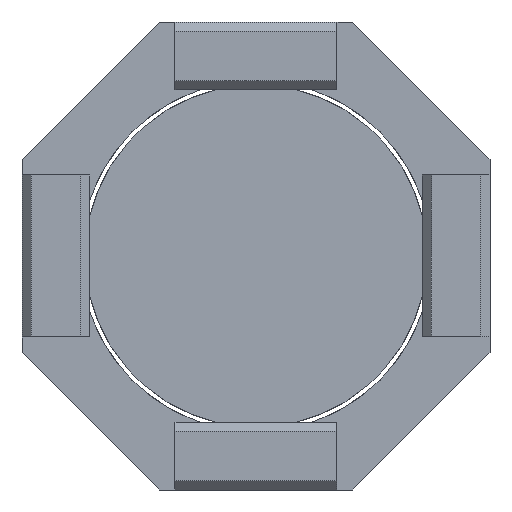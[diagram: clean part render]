
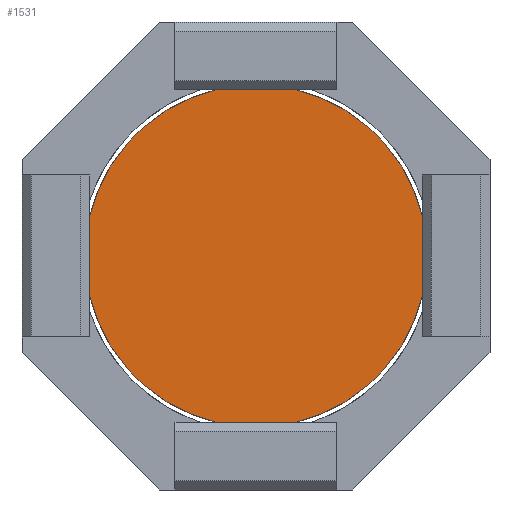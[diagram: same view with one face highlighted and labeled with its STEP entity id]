
A CAD part, front view. The second image highlights one B-rep face of the part: STEP entity #1531.
In plain terms, the highlighted planar face has unit normal (0, -1, 0).
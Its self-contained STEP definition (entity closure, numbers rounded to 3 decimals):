
#513=DIRECTION('',(0.,0.,-1.));
#514=VECTOR('',#513,0.866);
#515=CARTESIAN_POINT('',(1.85,-0.1,0.433));
#516=LINE('',#515,#514);
#517=CARTESIAN_POINT('',(0.,-0.1,0.));
#518=DIRECTION('',(0.,1.,0.));
#519=DIRECTION('',(0.974,0.,-0.228));
#520=AXIS2_PLACEMENT_3D('',#517,#518,#519);
#522=DIRECTION('',(-1.,0.,0.));
#523=VECTOR('',#522,0.866);
#524=CARTESIAN_POINT('',(0.433,-0.1,-1.85));
#525=LINE('',#524,#523);
#526=CARTESIAN_POINT('',(0.,-0.1,0.));
#527=DIRECTION('',(0.,1.,0.));
#528=DIRECTION('',(-0.228,0.,-0.974));
#529=AXIS2_PLACEMENT_3D('',#526,#527,#528);
#531=DIRECTION('',(0.,0.,1.));
#532=VECTOR('',#531,0.866);
#533=CARTESIAN_POINT('',(-1.85,-0.1,-0.433));
#534=LINE('',#533,#532);
#535=CARTESIAN_POINT('',(0.,-0.1,0.));
#536=DIRECTION('',(0.,1.,0.));
#537=DIRECTION('',(-0.974,0.,0.228));
#538=AXIS2_PLACEMENT_3D('',#535,#536,#537);
#540=DIRECTION('',(1.,0.,0.));
#541=VECTOR('',#540,0.866);
#542=CARTESIAN_POINT('',(-0.433,-0.1,1.85));
#543=LINE('',#542,#541);
#544=CARTESIAN_POINT('',(0.,-0.1,0.));
#545=DIRECTION('',(0.,1.,0.));
#546=DIRECTION('',(0.228,0.,0.974));
#547=AXIS2_PLACEMENT_3D('',#544,#545,#546);
#757=CARTESIAN_POINT('',(1.85,-0.1,-0.433));
#758=VERTEX_POINT('',#757);
#759=CARTESIAN_POINT('',(1.85,-0.1,0.433));
#760=VERTEX_POINT('',#759);
#777=CARTESIAN_POINT('',(0.433,-0.1,1.85));
#778=VERTEX_POINT('',#777);
#779=CARTESIAN_POINT('',(-0.433,-0.1,1.85));
#780=VERTEX_POINT('',#779);
#789=CARTESIAN_POINT('',(-1.85,-0.1,0.433));
#790=VERTEX_POINT('',#789);
#791=CARTESIAN_POINT('',(-1.85,-0.1,-0.433));
#792=VERTEX_POINT('',#791);
#809=CARTESIAN_POINT('',(-0.433,-0.1,-1.85));
#810=VERTEX_POINT('',#809);
#811=CARTESIAN_POINT('',(0.433,-0.1,-1.85));
#812=VERTEX_POINT('',#811);
#1515=CARTESIAN_POINT('',(0.,-0.1,0.));
#1516=DIRECTION('',(0.,1.,0.));
#1517=DIRECTION('',(0.,0.,-1.));
#1518=AXIS2_PLACEMENT_3D('',#1515,#1516,#1517);
#1519=PLANE('',#1518);
#1520=ORIENTED_EDGE('',*,*,#941,.T.);
#1521=ORIENTED_EDGE('',*,*,#893,.T.);
#1522=ORIENTED_EDGE('',*,*,#1339,.T.);
#1523=ORIENTED_EDGE('',*,*,#885,.T.);
#1525=ORIENTED_EDGE('',*,*,#1524,.T.);
#1526=ORIENTED_EDGE('',*,*,#1503,.T.);
#1527=ORIENTED_EDGE('',*,*,#1103,.T.);
#1528=ORIENTED_EDGE('',*,*,#1496,.T.);
#1529=EDGE_LOOP('',(#1520,#1521,#1522,#1523,#1525,#1526,#1527,#1528));
#1530=FACE_OUTER_BOUND('',#1529,.F.);
#521=CIRCLE('',#520,1.9);
#530=CIRCLE('',#529,1.9);
#539=CIRCLE('',#538,1.9);
#548=CIRCLE('',#547,1.9);
#885=EDGE_CURVE('',#810,#792,#530,.T.);
#893=EDGE_CURVE('',#758,#812,#521,.T.);
#941=EDGE_CURVE('',#760,#758,#516,.T.);
#1103=EDGE_CURVE('',#780,#778,#543,.T.);
#1339=EDGE_CURVE('',#812,#810,#525,.T.);
#1496=EDGE_CURVE('',#778,#760,#548,.T.);
#1503=EDGE_CURVE('',#790,#780,#539,.T.);
#1524=EDGE_CURVE('',#792,#790,#534,.T.);
#1531=ADVANCED_FACE('',(#1530),#1519,.F.);
